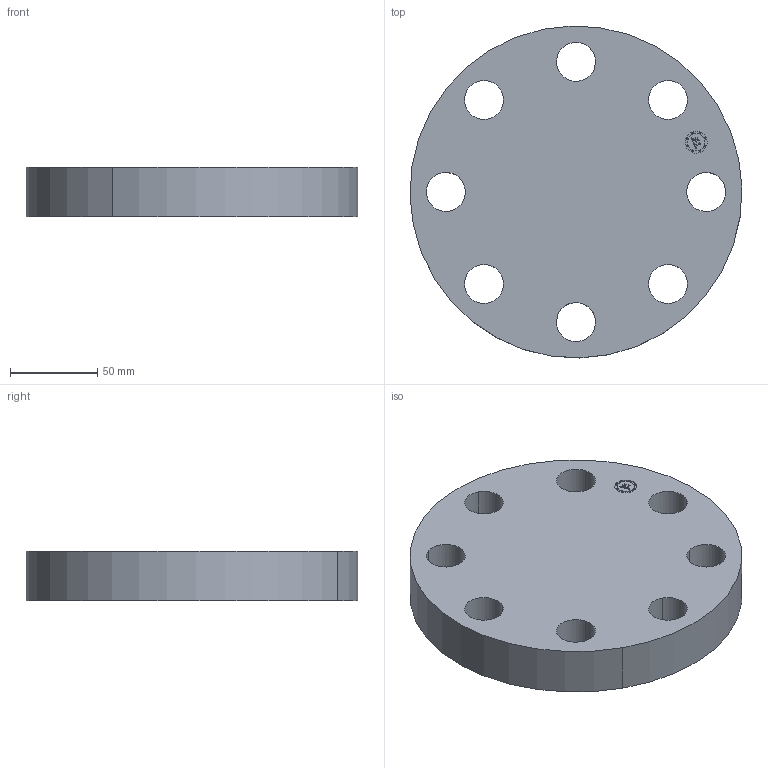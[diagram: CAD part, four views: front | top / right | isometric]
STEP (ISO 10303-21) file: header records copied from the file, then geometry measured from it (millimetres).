
FILE_DESCRIPTION(('3D STEP'),'2;1');
FILE_NAME('2.5-400-BLIND-FF-FLANGE.stp','2013-01-27T11:33:47+00:00',('Texas Flange'),(''),'CATIA Version 5 Release 20 SP 6 (IN-10)','CATIA V5 STEP AP214','800-826-3801');
FILE_SCHEMA(('AUTOMOTIVE_DESIGN { 1 0 10303 214 1 1 1 1 }'));
Length unit declared in the file: inch
Products named in the file (1): 2.5-400-BLIND-FF-FLANGE
Bounding box: 190.45 x 190.45 x 28.45 mm (x, y, z)
Volume: 721511.2 mm3; surface area: 83793 mm2
Topology: 1 solids, 1 shells, 405 faces, 1158 edges, 772 vertices
Faces by surface type: plane 367, cylinder 38
Entity records: 15406 total; most frequent: ORIENTED_EDGE 2316, CARTESIAN_POINT 2293, DIRECTION 1882, EDGE_CURVE 1158, VECTOR 1082, LINE 1082, VERTEX_POINT 772, AXIS2_PLACEMENT_3D 439
